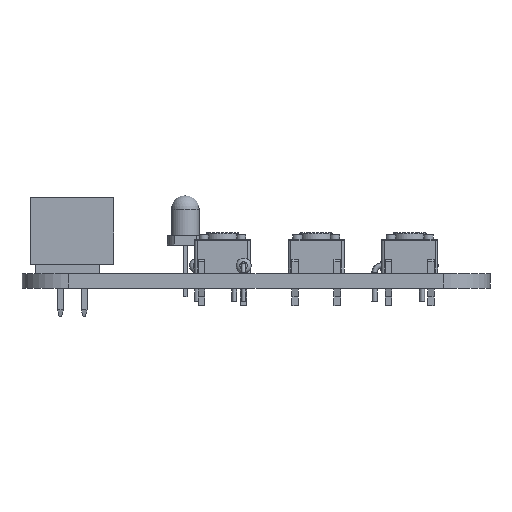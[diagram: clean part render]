
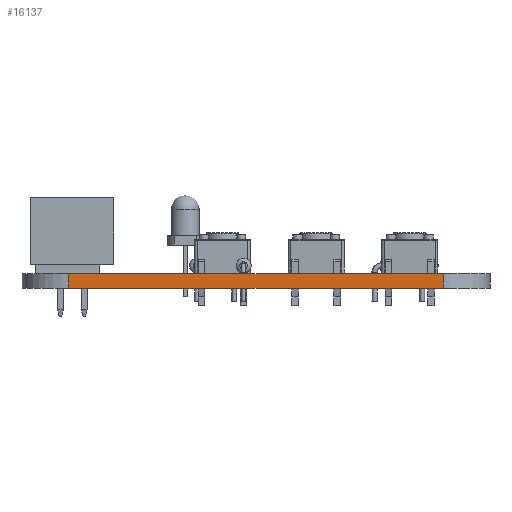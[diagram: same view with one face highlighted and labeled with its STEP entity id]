
A CAD part, left-side view. The second image highlights one B-rep face of the part: STEP entity #16137.
In plain terms, the highlighted planar face has unit normal (-1, 0, 0).
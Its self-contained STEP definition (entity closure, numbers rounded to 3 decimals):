
#13592 = VERTEX_POINT('',#13593);
#13593 = CARTESIAN_POINT('',(65.047,-88.134,0.));
#13600 = EDGE_CURVE('',#13601,#13592,#13603,.T.);
#13601 = VERTEX_POINT('',#13602);
#13602 = CARTESIAN_POINT('',(65.047,-128.134,0.));
#13603 = LINE('',#13604,#13605);
#13604 = CARTESIAN_POINT('',(65.047,-128.134,0.));
#13605 = VECTOR('',#13606,1.);
#13606 = DIRECTION('',(0.,1.,0.));
#14851 = VERTEX_POINT('',#14852);
#14852 = CARTESIAN_POINT('',(65.047,-88.134,1.51));
#14859 = EDGE_CURVE('',#14860,#14851,#14862,.T.);
#14860 = VERTEX_POINT('',#14861);
#14861 = CARTESIAN_POINT('',(65.047,-128.134,1.51));
#14862 = LINE('',#14863,#14864);
#14863 = CARTESIAN_POINT('',(65.047,-128.134,1.51));
#14864 = VECTOR('',#14865,1.);
#14865 = DIRECTION('',(0.,1.,0.));
#16107 = EDGE_CURVE('',#13592,#14851,#16108,.T.);
#16108 = LINE('',#16109,#16110);
#16109 = CARTESIAN_POINT('',(65.047,-88.134,0.));
#16110 = VECTOR('',#16111,1.);
#16111 = DIRECTION('',(0.,0.,1.));
#16137 = ADVANCED_FACE('',(#16138),#16149,.T.);
#16138 = FACE_BOUND('',#16139,.T.);
#16139 = EDGE_LOOP('',(#16140,#16146,#16147,#16148));
#16140 = ORIENTED_EDGE('',*,*,#16141,.T.);
#16141 = EDGE_CURVE('',#13601,#14860,#16142,.T.);
#16142 = LINE('',#16143,#16144);
#16143 = CARTESIAN_POINT('',(65.047,-128.134,0.));
#16144 = VECTOR('',#16145,1.);
#16145 = DIRECTION('',(0.,0.,1.));
#16146 = ORIENTED_EDGE('',*,*,#14859,.T.);
#16147 = ORIENTED_EDGE('',*,*,#16107,.F.);
#16148 = ORIENTED_EDGE('',*,*,#13600,.F.);
#16149 = PLANE('',#16150);
#16150 = AXIS2_PLACEMENT_3D('',#16151,#16152,#16153);
#16151 = CARTESIAN_POINT('',(65.047,-128.134,0.));
#16152 = DIRECTION('',(-1.,0.,0.));
#16153 = DIRECTION('',(0.,1.,0.));
